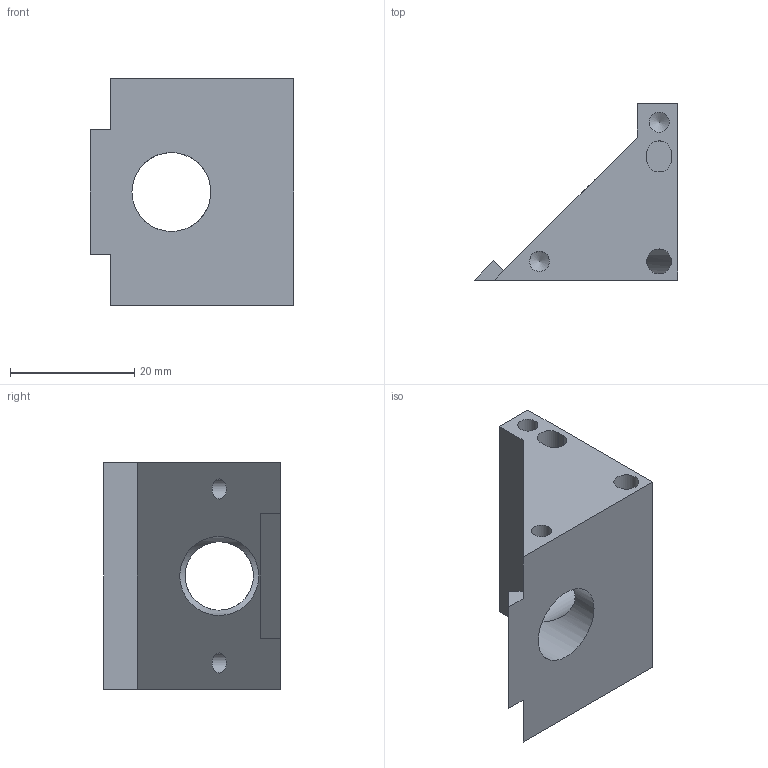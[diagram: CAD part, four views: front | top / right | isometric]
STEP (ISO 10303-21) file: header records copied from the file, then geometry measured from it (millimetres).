
FILE_DESCRIPTION(/* description */ ('Filter Cube Excitation V2'),/* implementation_level */ '2;1');
FILE_NAME(/* name */ 'FAB-P0032 - Filter Cube Excitation V2.stp',/* time_stamp */ '2020-02-10T11:56:54+00:00',/* author */ ('whgu0532'),/* organization */ (''),/* preprocessor_version */ 'ST-DEVELOPER v18',/* originating_system */ 'Autodesk Inventor 2020',/* authorisation */ '');
FILE_SCHEMA (('AUTOMOTIVE_DESIGN { 1 0 10303 214 3 1 1 }'));
Length unit declared in the file: millimetre
Products named in the file (1): FAB-P0032
Bounding box: 32.75 x 28.4 x 36.5 mm (x, y, z)
Volume: 10395.6 mm3; surface area: 6307.8 mm2
Topology: 1 solids, 1 shells, 44 faces, 129 edges, 90 vertices
Faces by surface type: cylinder 18, plane 18, cone 8
Full cylindrical faces by diameter (mm): 3.242 x6, 4 x2, 11 x1, 12.7 x1
Entity records: 1550 total; most frequent: CARTESIAN_POINT 298, DIRECTION 263, ORIENTED_EDGE 242, EDGE_CURVE 121, AXIS2_PLACEMENT_3D 99, VERTEX_POINT 90, LINE 65, VECTOR 65
